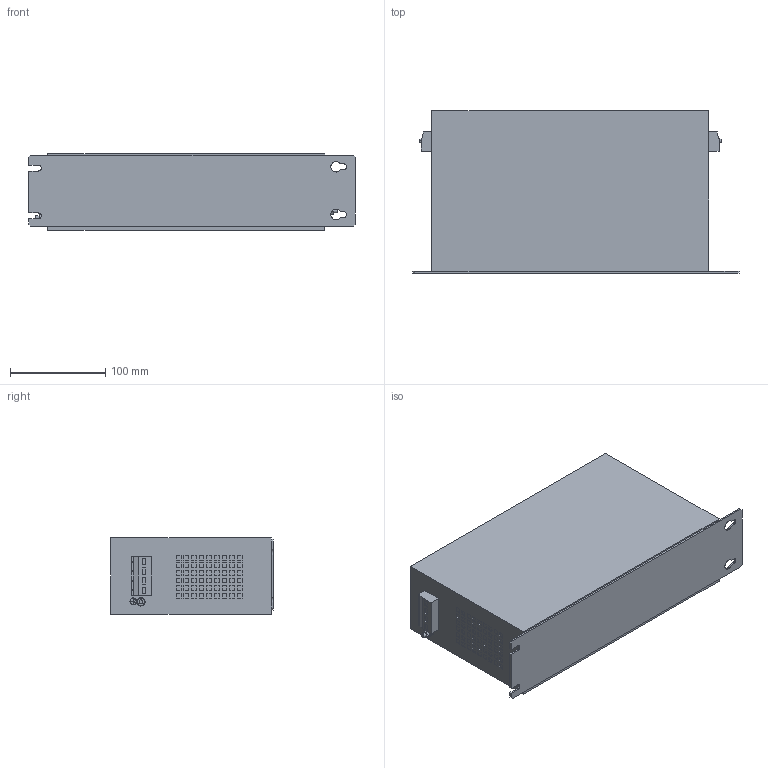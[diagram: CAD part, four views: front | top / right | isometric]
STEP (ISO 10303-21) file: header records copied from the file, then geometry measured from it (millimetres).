
FILE_DESCRIPTION (( 'STEP AP214' ), '1' );
FILE_NAME ('371712.STEP', '2021-08-06T06:57:20', ( '' ), ( '' ), 'SwSTEP 2.0', 'SolidWorks 2018', '' );
FILE_SCHEMA (( 'AUTOMOTIVE_DESIGN' ));
Length unit declared in the file: millimetre
Products named in the file (1): 371712
Bounding box: 342 x 170 x 80 mm (x, y, z)
Volume: 3960540.4 mm3; surface area: 185016.3 mm2
Topology: 1 solids, 3 shells, 811 faces, 1934 edges, 1272 vertices
Faces by surface type: plane 753, cylinder 58
Entity records: 23082 total; most frequent: CARTESIAN_POINT 4018, ORIENTED_EDGE 3868, DIRECTION 3722, EDGE_CURVE 1934, VECTOR 1770, LINE 1770, VERTEX_POINT 1272, AXIS2_PLACEMENT_3D 976
